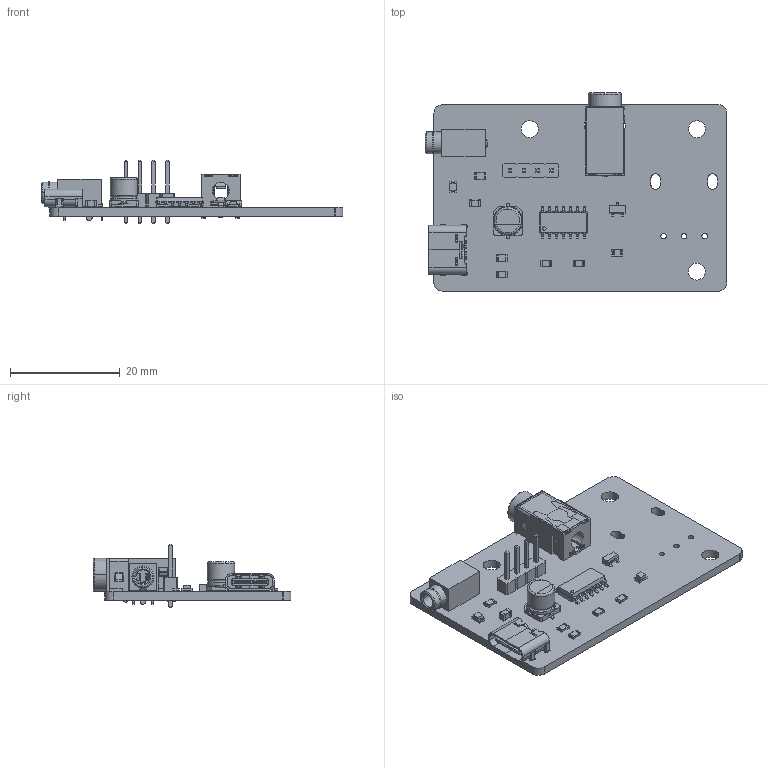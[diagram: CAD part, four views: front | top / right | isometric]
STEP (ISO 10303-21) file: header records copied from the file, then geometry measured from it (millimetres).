
FILE_DESCRIPTION(('KiCad electronic assembly'),'2;1');
FILE_NAME('LayerLapse.step','2025-05-06T02:16:36',('Pcbnew'),('Kicad'), 'Open CASCADE STEP processor 7.8','KiCad to STEP converter','Unknown' );
FILE_SCHEMA(('AUTOMOTIVE_DESIGN { 1 0 10303 214 1 1 1 1 }'));
Length unit declared in the file: millimetre
Products named in the file (22): LayerLapse 1; R_0805_2012Metric; 54-00174; PinHeader_1x04_P2.54mm_Vertical; PinHeader_1x04_P254mm_Vertical; SOIC-14_3.9x8.7mm_P1.27mm; SOIC_14_39x87mm_P127mm; SOT-23; SOT_23; USB_C_Receptacle_GCT_USB4125-xx-x_6P_TopMnt_Horizontal; CP_Elec_5x5.4; CP_Elec_5x54; Same_Sky_SJ1-2503A; LED_0805_2012Metric_Castellated; C_0805_2012Metric; TimelapseDevice_PCB
Assembly tree (26 placements, depth 3):
  LayerLapse 1
    R_0805_2012Metric  x5
      R_0805_2012Metric
    54-00174
      54-00174
    PinHeader_1x04_P2.54mm_Vertical
      PinHeader_1x04_P254mm_Vertical
    SOIC-14_3.9x8.7mm_P1.27mm
      SOIC_14_39x87mm_P127mm
    SOT-23
      SOT_23
    USB_C_Receptacle_GCT_USB4125-xx-x_6P_TopMnt_Horizontal
      USB_C_Receptacle_GCT_USB4125-xx-x_6P_TopMnt_Horizontal
    CP_Elec_5x5.4
      CP_Elec_5x54
    Same_Sky_SJ1-2503A
      Same_Sky_SJ1-2503A
    LED_0805_2012Metric_Castellated  x2
      LED_0805_2012Metric_Castellated
    C_0805_2012Metric
      C_0805_2012Metric
    TimelapseDevice_PCB
Bounding box: 55.1 x 36.16 x 11.54 mm (x, y, z)
Volume: 3671.1 mm3; surface area: 7148.5 mm2
Topology: 36 solids, 36 shells, 2028 faces, 5329 edges, 3374 vertices
Faces by surface type: plane 1404, cylinder 492, bspline 110, cone 11, torus 6, revolution 5
Full cylindrical faces by diameter (mm): 0.6 x1, 0.8 x2, 1 x7, 1.194 x2, 1.2 x1, 3.1 x3, 5 x2
Entity records: 66775 total; most frequent: CARTESIAN_POINT 11874, ORIENTED_EDGE 9928, DIRECTION 9280, EDGE_CURVE 4956, LINE 3893, VECTOR 3893, VERTEX_POINT 3132, AXIS2_PLACEMENT_3D 2691
